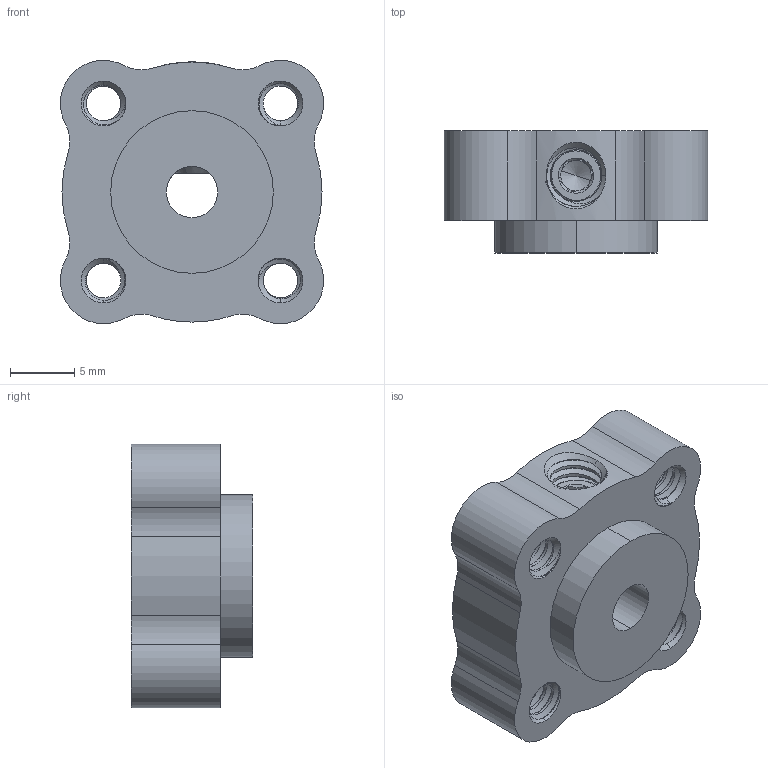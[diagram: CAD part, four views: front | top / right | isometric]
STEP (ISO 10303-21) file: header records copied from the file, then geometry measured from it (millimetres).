
FILE_DESCRIPTION (( 'STEP AP203' ), '1' );
FILE_NAME ('545568 assembly.STEP', '2017-06-30T21:06:12', ( '' ), ( '' ), 'SwSTEP 2.0', 'SolidWorks 2016', '' );
FILE_SCHEMA (( 'CONFIG_CONTROL_DESIGN' ));
Length unit declared in the file: inch
Products named in the file (3): 545568; 632138_91375A438; 545568 assembly
Assembly tree (2 placements, depth 2):
  545568 assembly
    545568
    632138_91375A438
Bounding box: 20.57 x 9.53 x 20.57 mm (x, y, z)
Volume: 2690.6 mm3; surface area: 2205.7 mm2
Topology: 2 solids, 2 shells, 323 faces, 917 edges, 595 vertices
Faces by surface type: cylinder 238, cone 44, bspline 23, plane 18
Entity records: 26479 total; most frequent: CARTESIAN_POINT 19248, ORIENTED_EDGE 1826, DIRECTION 1115, EDGE_CURVE 913, VERTEX_POINT 595, AXIS2_PLACEMENT_3D 423, EDGE_LOOP 336, FACE_OUTER_BOUND 323
